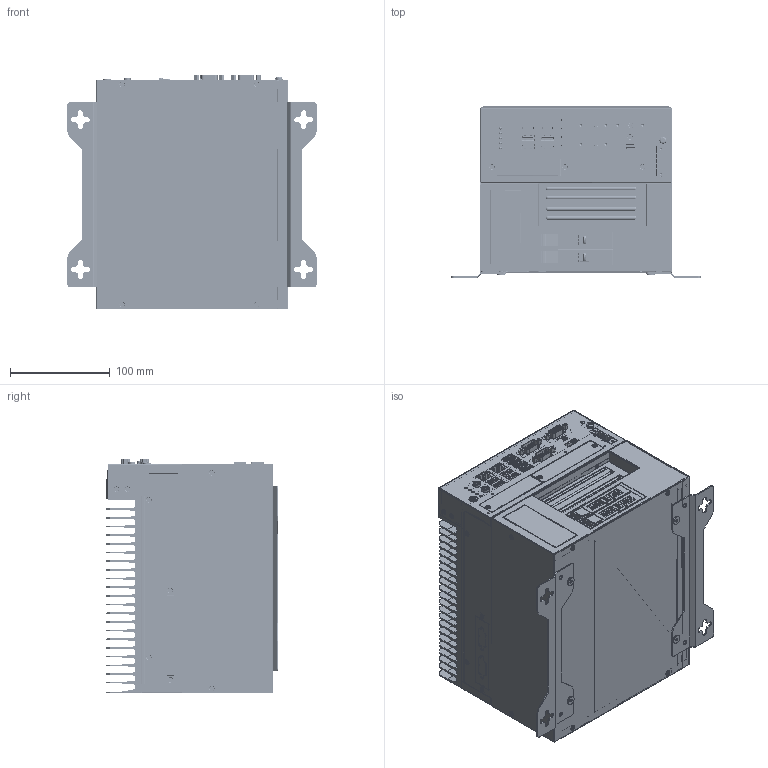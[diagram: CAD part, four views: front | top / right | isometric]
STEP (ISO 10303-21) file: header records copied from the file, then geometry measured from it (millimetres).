
FILE_DESCRIPTION (( 'STEP AP203' ), '1' );
FILE_NAME ('MIC-770V3_MIC-75S20-I-PART.STEP', '2023-02-09T06:06:52', ( '' ), ( '' ), 'SwSTEP 2.0', 'SolidWorks 2022', '' );
FILE_SCHEMA (( 'CONFIG_CONTROL_DESIGN' ));
Products named in the file (1): MIC-770V3_MIC-75S20-I-PART
Bounding box: 250 x 172.2 x 235.17 mm (x, y, z)
Volume: 6227346.2 mm3; surface area: 888174.4 mm2
Topology: 2 solids, 44 shells, 7190 faces, 19302 edges, 12572 vertices
Faces by surface type: plane 5145, cylinder 1513, cone 222, bspline 222, torus 64, sphere 24
Entity records: 244534 total; most frequent: CARTESIAN_POINT 68348, ORIENTED_EDGE 38420, DIRECTION 32822, EDGE_CURVE 19210, LINE 14488, VECTOR 14488, VERTEX_POINT 12572, AXIS2_PLACEMENT_3D 9167
